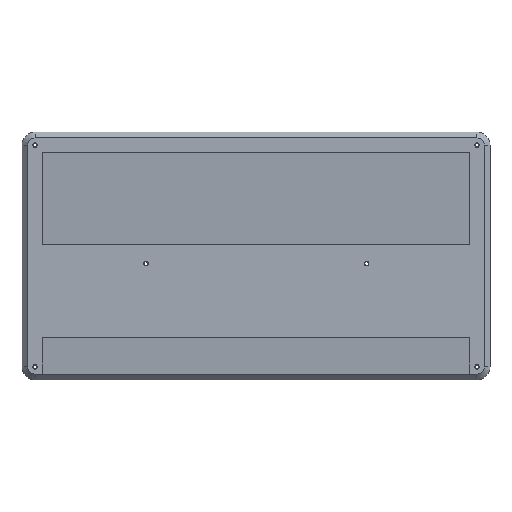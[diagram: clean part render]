
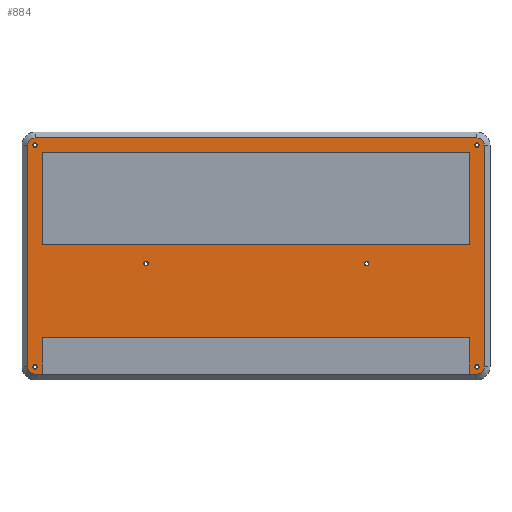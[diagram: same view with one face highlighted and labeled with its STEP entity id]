
A CAD part, front view. The second image highlights one B-rep face of the part: STEP entity #884.
In plain terms, the highlighted planar face has unit normal (0, -1, 0).
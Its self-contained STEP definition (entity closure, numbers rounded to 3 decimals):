
#29=FACE_BOUND('',#123,.T.);
#30=FACE_BOUND('',#124,.T.);
#31=FACE_BOUND('',#125,.T.);
#32=FACE_BOUND('',#126,.T.);
#33=FACE_BOUND('',#127,.T.);
#34=FACE_BOUND('',#128,.T.);
#35=FACE_BOUND('',#129,.T.);
#43=PLANE('',#951);
#71=FACE_OUTER_BOUND('',#122,.T.);
#122=EDGE_LOOP('',(#619,#620,#621,#622,#623,#624,#625,#626,#627,#628,#629,
#630));
#123=EDGE_LOOP('',(#631));
#124=EDGE_LOOP('',(#632));
#125=EDGE_LOOP('',(#633));
#126=EDGE_LOOP('',(#634,#635,#636,#637));
#127=EDGE_LOOP('',(#638));
#128=EDGE_LOOP('',(#639));
#129=EDGE_LOOP('',(#640));
#187=LINE('',#1318,#278);
#188=LINE('',#1320,#279);
#189=LINE('',#1324,#280);
#190=LINE('',#1328,#281);
#191=LINE('',#1332,#282);
#192=LINE('',#1336,#283);
#193=LINE('',#1338,#284);
#194=LINE('',#1339,#285);
#195=LINE('',#1348,#286);
#196=LINE('',#1350,#287);
#197=LINE('',#1352,#288);
#198=LINE('',#1353,#289);
#278=VECTOR('',#1048,10.);
#279=VECTOR('',#1049,10.);
#280=VECTOR('',#1052,10.);
#281=VECTOR('',#1055,10.);
#282=VECTOR('',#1058,10.);
#283=VECTOR('',#1061,10.);
#284=VECTOR('',#1062,10.);
#285=VECTOR('',#1063,10.);
#286=VECTOR('',#1070,10.);
#287=VECTOR('',#1071,10.);
#288=VECTOR('',#1072,10.);
#289=VECTOR('',#1073,10.);
#369=CIRCLE('',#950,1.55);
#370=CIRCLE('',#952,5.);
#371=CIRCLE('',#953,5.);
#372=CIRCLE('',#954,5.);
#373=CIRCLE('',#955,5.);
#374=CIRCLE('',#956,1.55);
#375=CIRCLE('',#957,1.55);
#376=CIRCLE('',#958,1.55);
#377=CIRCLE('',#959,1.55);
#378=CIRCLE('',#960,1.55);
#407=VERTEX_POINT('',#1312);
#408=VERTEX_POINT('',#1316);
#409=VERTEX_POINT('',#1317);
#410=VERTEX_POINT('',#1319);
#411=VERTEX_POINT('',#1321);
#412=VERTEX_POINT('',#1323);
#413=VERTEX_POINT('',#1325);
#414=VERTEX_POINT('',#1327);
#415=VERTEX_POINT('',#1329);
#416=VERTEX_POINT('',#1331);
#417=VERTEX_POINT('',#1333);
#418=VERTEX_POINT('',#1335);
#419=VERTEX_POINT('',#1337);
#420=VERTEX_POINT('',#1340);
#421=VERTEX_POINT('',#1342);
#422=VERTEX_POINT('',#1344);
#423=VERTEX_POINT('',#1346);
#424=VERTEX_POINT('',#1347);
#425=VERTEX_POINT('',#1349);
#426=VERTEX_POINT('',#1351);
#427=VERTEX_POINT('',#1354);
#428=VERTEX_POINT('',#1356);
#488=EDGE_CURVE('',#407,#407,#369,.T.);
#489=EDGE_CURVE('',#408,#409,#187,.T.);
#490=EDGE_CURVE('',#410,#409,#188,.T.);
#491=EDGE_CURVE('',#411,#410,#370,.T.);
#492=EDGE_CURVE('',#412,#411,#189,.T.);
#493=EDGE_CURVE('',#413,#412,#371,.T.);
#494=EDGE_CURVE('',#414,#413,#190,.T.);
#495=EDGE_CURVE('',#415,#414,#372,.T.);
#496=EDGE_CURVE('',#416,#415,#191,.T.);
#497=EDGE_CURVE('',#417,#416,#373,.T.);
#498=EDGE_CURVE('',#418,#417,#192,.T.);
#499=EDGE_CURVE('',#418,#419,#193,.T.);
#500=EDGE_CURVE('',#419,#408,#194,.T.);
#501=EDGE_CURVE('',#420,#420,#374,.T.);
#502=EDGE_CURVE('',#421,#421,#375,.T.);
#503=EDGE_CURVE('',#422,#422,#376,.T.);
#504=EDGE_CURVE('',#423,#424,#195,.T.);
#505=EDGE_CURVE('',#424,#425,#196,.T.);
#506=EDGE_CURVE('',#425,#426,#197,.T.);
#507=EDGE_CURVE('',#426,#423,#198,.T.);
#508=EDGE_CURVE('',#427,#427,#377,.T.);
#509=EDGE_CURVE('',#428,#428,#378,.T.);
#619=ORIENTED_EDGE('',*,*,#489,.T.);
#620=ORIENTED_EDGE('',*,*,#490,.F.);
#621=ORIENTED_EDGE('',*,*,#491,.F.);
#622=ORIENTED_EDGE('',*,*,#492,.F.);
#623=ORIENTED_EDGE('',*,*,#493,.F.);
#624=ORIENTED_EDGE('',*,*,#494,.F.);
#625=ORIENTED_EDGE('',*,*,#495,.F.);
#626=ORIENTED_EDGE('',*,*,#496,.F.);
#627=ORIENTED_EDGE('',*,*,#497,.F.);
#628=ORIENTED_EDGE('',*,*,#498,.F.);
#629=ORIENTED_EDGE('',*,*,#499,.T.);
#630=ORIENTED_EDGE('',*,*,#500,.T.);
#631=ORIENTED_EDGE('',*,*,#501,.F.);
#632=ORIENTED_EDGE('',*,*,#502,.F.);
#633=ORIENTED_EDGE('',*,*,#503,.F.);
#634=ORIENTED_EDGE('',*,*,#504,.T.);
#635=ORIENTED_EDGE('',*,*,#505,.T.);
#636=ORIENTED_EDGE('',*,*,#506,.T.);
#637=ORIENTED_EDGE('',*,*,#507,.T.);
#638=ORIENTED_EDGE('',*,*,#508,.F.);
#639=ORIENTED_EDGE('',*,*,#509,.F.);
#640=ORIENTED_EDGE('',*,*,#488,.F.);
#884=ADVANCED_FACE('',(#71,#29,#30,#31,#32,#33,#34,#35),#43,.F.);
#950=AXIS2_PLACEMENT_3D('',#1314,#1044,#1045);
#951=AXIS2_PLACEMENT_3D('',#1315,#1046,#1047);
#952=AXIS2_PLACEMENT_3D('',#1322,#1050,#1051);
#953=AXIS2_PLACEMENT_3D('',#1326,#1053,#1054);
#954=AXIS2_PLACEMENT_3D('',#1330,#1056,#1057);
#955=AXIS2_PLACEMENT_3D('',#1334,#1059,#1060);
#956=AXIS2_PLACEMENT_3D('',#1341,#1064,#1065);
#957=AXIS2_PLACEMENT_3D('',#1343,#1066,#1067);
#958=AXIS2_PLACEMENT_3D('',#1345,#1068,#1069);
#959=AXIS2_PLACEMENT_3D('',#1355,#1074,#1075);
#960=AXIS2_PLACEMENT_3D('',#1357,#1076,#1077);
#1044=DIRECTION('center_axis',(0.,-1.,0.));
#1045=DIRECTION('ref_axis',(1.,0.,0.));
#1046=DIRECTION('center_axis',(0.,1.,0.));
#1047=DIRECTION('ref_axis',(1.,0.,0.));
#1048=DIRECTION('',(0.,0.,-1.));
#1049=DIRECTION('',(-1.,0.,0.));
#1050=DIRECTION('center_axis',(0.,1.,0.));
#1051=DIRECTION('ref_axis',(1.,0.,0.));
#1052=DIRECTION('',(0.,0.,-1.));
#1053=DIRECTION('center_axis',(0.,1.,0.));
#1054=DIRECTION('ref_axis',(0.,0.,1.));
#1055=DIRECTION('',(1.,0.,0.));
#1056=DIRECTION('center_axis',(0.,1.,0.));
#1057=DIRECTION('ref_axis',(-1.,0.,0.));
#1058=DIRECTION('',(0.,0.,1.));
#1059=DIRECTION('center_axis',(0.,1.,0.));
#1060=DIRECTION('ref_axis',(0.,0.,-1.));
#1061=DIRECTION('',(-1.,0.,0.));
#1062=DIRECTION('',(0.,0.,1.));
#1063=DIRECTION('',(1.,0.,0.));
#1064=DIRECTION('center_axis',(0.,-1.,0.));
#1065=DIRECTION('ref_axis',(1.,0.,0.));
#1066=DIRECTION('center_axis',(0.,-1.,0.));
#1067=DIRECTION('ref_axis',(1.,0.,0.));
#1068=DIRECTION('center_axis',(0.,-1.,0.));
#1069=DIRECTION('ref_axis',(1.,0.,0.));
#1070=DIRECTION('',(1.,0.,0.));
#1071=DIRECTION('',(0.,0.,-1.));
#1072=DIRECTION('',(-1.,0.,0.));
#1073=DIRECTION('',(0.,0.,1.));
#1074=DIRECTION('center_axis',(0.,-1.,0.));
#1075=DIRECTION('ref_axis',(1.,0.,0.));
#1076=DIRECTION('center_axis',(0.,-1.,0.));
#1077=DIRECTION('ref_axis',(1.,0.,0.));
#1312=CARTESIAN_POINT('',(308.25,0.,-157.875));
#1314=CARTESIAN_POINT('Origin',(309.8,0.,-157.875));
#1315=CARTESIAN_POINT('Origin',(157.4,0.,-81.438));
#1316=CARTESIAN_POINT('',(304.8,0.,-137.875));
#1317=CARTESIAN_POINT('',(304.8,0.,-162.875));
#1318=CARTESIAN_POINT('',(304.8,0.,-122.156));
#1319=CARTESIAN_POINT('',(309.8,0.,-162.875));
#1320=CARTESIAN_POINT('',(233.6,0.,-162.875));
#1321=CARTESIAN_POINT('',(314.8,0.,-157.875));
#1322=CARTESIAN_POINT('Origin',(309.8,0.,-157.875));
#1323=CARTESIAN_POINT('',(314.8,0.,-5.));
#1324=CARTESIAN_POINT('',(314.8,0.,-43.219));
#1325=CARTESIAN_POINT('',(309.8,0.,0.));
#1326=CARTESIAN_POINT('Origin',(309.8,0.,-5.));
#1327=CARTESIAN_POINT('',(5.,0.,0.));
#1328=CARTESIAN_POINT('',(81.2,0.,0.));
#1329=CARTESIAN_POINT('',(0.,0.,-5.));
#1330=CARTESIAN_POINT('Origin',(5.,0.,-5.));
#1331=CARTESIAN_POINT('',(0.,0.,-157.875));
#1332=CARTESIAN_POINT('',(0.,0.,-119.656));
#1333=CARTESIAN_POINT('',(5.,0.,-162.875));
#1334=CARTESIAN_POINT('Origin',(5.,0.,-157.875));
#1335=CARTESIAN_POINT('',(10.,0.,-162.875));
#1336=CARTESIAN_POINT('',(233.6,0.,-162.875));
#1337=CARTESIAN_POINT('',(10.,0.,-137.875));
#1338=CARTESIAN_POINT('',(10.,0.,-109.656));
#1339=CARTESIAN_POINT('',(231.1,0.,-137.875));
#1340=CARTESIAN_POINT('',(232.145,0.,-86.714));
#1341=CARTESIAN_POINT('Origin',(233.695,0.,-86.714));
#1342=CARTESIAN_POINT('',(3.45,0.,-5.));
#1343=CARTESIAN_POINT('Origin',(5.,0.,-5.));
#1344=CARTESIAN_POINT('',(79.903,0.,-86.714));
#1345=CARTESIAN_POINT('Origin',(81.453,0.,-86.714));
#1346=CARTESIAN_POINT('',(10.,0.,-10.));
#1347=CARTESIAN_POINT('',(304.8,0.,-10.));
#1348=CARTESIAN_POINT('',(231.1,0.,-10.));
#1349=CARTESIAN_POINT('',(304.8,0.,-73.478));
#1350=CARTESIAN_POINT('',(304.8,0.,-77.458));
#1351=CARTESIAN_POINT('',(10.,0.,-73.478));
#1352=CARTESIAN_POINT('',(83.7,0.,-73.478));
#1353=CARTESIAN_POINT('',(10.,0.,-45.719));
#1354=CARTESIAN_POINT('',(3.45,0.,-157.875));
#1355=CARTESIAN_POINT('Origin',(5.,0.,-157.875));
#1356=CARTESIAN_POINT('',(308.25,0.,-5.));
#1357=CARTESIAN_POINT('Origin',(309.8,0.,-5.));
